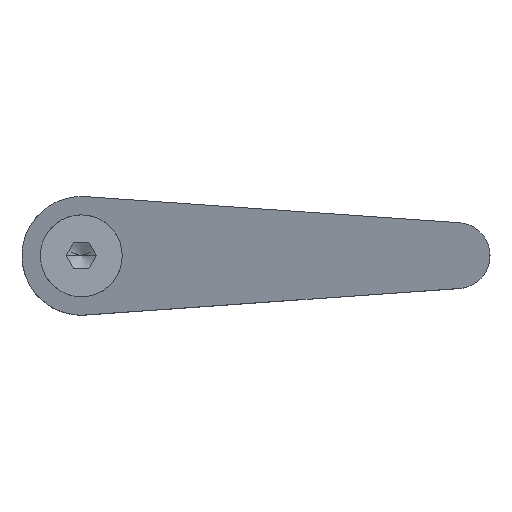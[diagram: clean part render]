
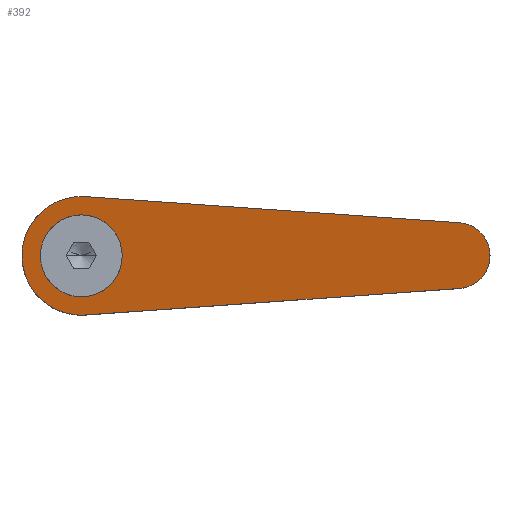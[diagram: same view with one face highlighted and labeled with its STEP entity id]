
A CAD part, top view. The second image highlights one B-rep face of the part: STEP entity #392.
In plain terms, the highlighted planar face has unit normal (-0.266, 0, 0.964).
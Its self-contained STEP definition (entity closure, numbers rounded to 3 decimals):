
#208=EDGE_CURVE('',#282,#478,#565,.T.);
#212=VERTEX_POINT('',#570);
#256=VERTEX_POINT('',#617);
#258=VERTEX_POINT('',#619);
#260=EDGE_CURVE('',#532,#282,#621,.T.);
#282=VERTEX_POINT('',#644);
#342=EDGE_CURVE('',#524,#256,#712,.T.);
#386=EDGE_CURVE('',#256,#258,#760,.T.);
#392=ADVANCED_FACE('',(#766,#767),#768,.F.);
#412=EDGE_CURVE('',#212,#524,#791,.T.);
#428=VERTEX_POINT('',#809);
#478=VERTEX_POINT('',#865);
#500=EDGE_CURVE('',#258,#428,#889,.T.);
#510=EDGE_CURVE('',#478,#532,#902,.T.);
#522=EDGE_CURVE('',#428,#212,#914,.T.);
#524=VERTEX_POINT('',#916);
#532=VERTEX_POINT('',#927);
#565=ELLIPSE('',#960,6.431,6.2);
#570=CARTESIAN_POINT('',(0.632,8.978,68.753));
#617=CARTESIAN_POINT('',(0.632,-8.978,68.753));
#619=CARTESIAN_POINT('',(57.351,-4.988,84.379));
#621=ELLIPSE('',#1041,6.431,6.2);
#644=CARTESIAN_POINT('',(0.,-6.2,68.579));
#712=ELLIPSE('',#1180,9.335,9.);
#760=LINE('',#1278,#1279);
#766=FACE_OUTER_BOUND('',#1285,.T.);
#767=FACE_BOUND('',#1286,.T.);
#768=PLANE('',#1287);
#791=ELLIPSE('',#1333,9.335,9.);
#809=CARTESIAN_POINT('',(57.351,4.988,84.379));
#865=CARTESIAN_POINT('',(0.,6.2,68.579));
#889=ELLIPSE('',#1476,5.186,5.);
#902=ELLIPSE('',#1492,6.431,6.2);
#914=LINE('',#1510,#1511);
#916=CARTESIAN_POINT('',(-9.,0.,66.1));
#927=CARTESIAN_POINT('',(-1.001,6.119,68.304));
#960=AXIS2_PLACEMENT_3D('',#1541,#1542,#1543);
#1041=AXIS2_PLACEMENT_3D('',#1590,#1591,#1592);
#1180=AXIS2_PLACEMENT_3D('',#1694,#1695,#1696);
#1278=CARTESIAN_POINT('',(59.719,-4.821,85.031));
#1279=VECTOR('',#1748,1.0);
#1285=EDGE_LOOP('',(#1750,#1751,#1752,#1753,#1754));
#1286=EDGE_LOOP('',(#1755,#1756,#1757));
#1287=AXIS2_PLACEMENT_3D('',#1758,#1759,#1760);
#1333=AXIS2_PLACEMENT_3D('',#1794,#1795,#1796);
#1476=AXIS2_PLACEMENT_3D('',#1899,#1900,#1901);
#1492=AXIS2_PLACEMENT_3D('',#1927,#1928,#1929);
#1510=CARTESIAN_POINT('',(33.351,6.676,77.767));
#1511=VECTOR('',#1935,1.0);
#1541=CARTESIAN_POINT('',(0.0,0.0,68.579));
#1542=DIRECTION('',(-0.266,0.,0.964));
#1543=DIRECTION('',(-0.964,0.0,-0.266));
#1590=CARTESIAN_POINT('',(0.0,0.0,68.579));
#1591=DIRECTION('',(-0.266,0.,0.964));
#1592=DIRECTION('',(-0.964,0.0,-0.266));
#1694=CARTESIAN_POINT('',(0.,0.,68.579));
#1695=DIRECTION('',(-0.266,0.,0.964));
#1696=DIRECTION('',(-0.964,0.,-0.266));
#1748=DIRECTION('',(0.962,0.068,0.265));
#1750=ORIENTED_EDGE('',*,*,#412,.T.);
#1751=ORIENTED_EDGE('',*,*,#342,.T.);
#1752=ORIENTED_EDGE('',*,*,#386,.T.);
#1753=ORIENTED_EDGE('',*,*,#500,.T.);
#1754=ORIENTED_EDGE('',*,*,#522,.T.);
#1755=ORIENTED_EDGE('',*,*,#260,.F.);
#1756=ORIENTED_EDGE('',*,*,#510,.F.);
#1757=ORIENTED_EDGE('',*,*,#208,.F.);
#1758=CARTESIAN_POINT('',(27.678,0.,76.204));
#1759=DIRECTION('',(0.266,0.,-0.964));
#1760=DIRECTION('',(0.256,0.964,0.071));
#1794=CARTESIAN_POINT('',(0.,0.,68.579));
#1795=DIRECTION('',(-0.266,0.,0.964));
#1796=DIRECTION('',(-0.964,0.,-0.266));
#1899=CARTESIAN_POINT('',(57.0,0.0,84.282));
#1900=DIRECTION('',(-0.266,0.,0.964));
#1901=DIRECTION('',(0.964,0.,0.266));
#1927=CARTESIAN_POINT('',(0.0,0.0,68.579));
#1928=DIRECTION('',(-0.266,0.,0.964));
#1929=DIRECTION('',(-0.964,0.0,-0.266));
#1935=DIRECTION('',(-0.962,0.068,-0.265));
